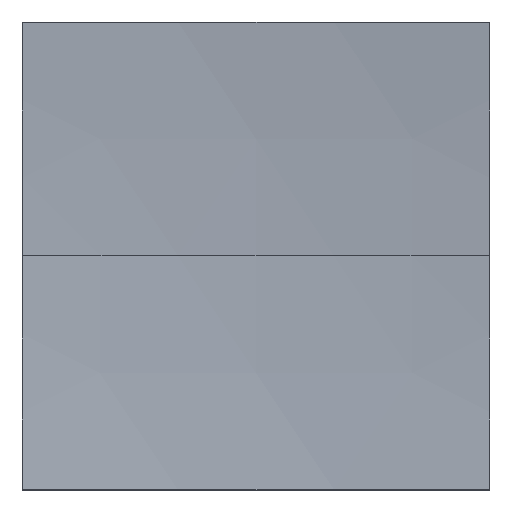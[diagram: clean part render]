
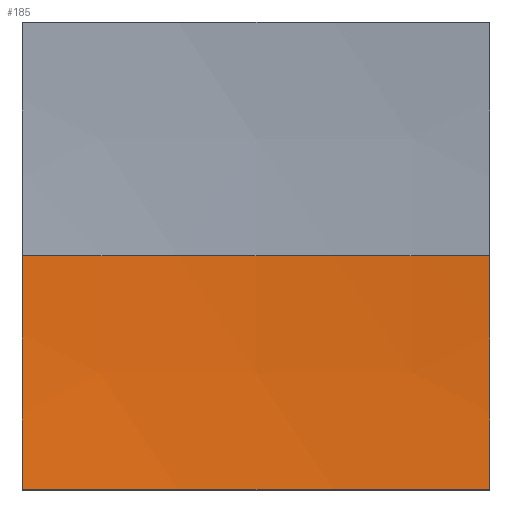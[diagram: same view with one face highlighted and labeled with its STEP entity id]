
A CAD part, top view. The second image highlights one B-rep face of the part: STEP entity #185.
In plain terms, the highlighted spherical face has radius 150 mm.
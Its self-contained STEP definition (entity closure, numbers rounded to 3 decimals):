
#7 = AXIS2_PLACEMENT_3D ( 'NONE', #207, #103, #183 ) ;
#13 = DIRECTION ( 'NONE',  ( 0., 1., 0. ) ) ;
#14 = VERTEX_POINT ( 'NONE', #80 ) ;
#15 = EDGE_CURVE ( 'NONE', #50, #137, #117, .T. ) ;
#18 = CARTESIAN_POINT ( 'NONE',  ( -12.5, 0., 6.522 ) ) ;
#25 = CARTESIAN_POINT ( 'NONE',  ( 12.5, -12.5, 7.045 ) ) ;
#27 = CARTESIAN_POINT ( 'NONE',  ( 0., 0., 156. ) ) ;
#36 = DIRECTION ( 'NONE',  ( 0., 0., -1. ) ) ;
#47 = ORIENTED_EDGE ( 'NONE', *, *, #197, .F. ) ;
#48 = ORIENTED_EDGE ( 'NONE', *, *, #114, .F. ) ;
#49 = AXIS2_PLACEMENT_3D ( 'NONE', #54, #168, #87 ) ;
#50 = VERTEX_POINT ( 'NONE', #159 ) ;
#54 = CARTESIAN_POINT ( 'NONE',  ( -12.5, 0., 156. ) ) ;
#58 = AXIS2_PLACEMENT_3D ( 'NONE', #211, #188, #36 ) ;
#77 = CARTESIAN_POINT ( 'NONE',  ( 12.5, 0., 6.522 ) ) ;
#80 = CARTESIAN_POINT ( 'NONE',  ( -12.5, -12.5, 7.045 ) ) ;
#82 = VERTEX_POINT ( 'NONE', #77 ) ;
#84 = DIRECTION ( 'NONE',  ( 0., 0., 1. ) ) ;
#85 = VERTEX_POINT ( 'NONE', #25 ) ;
#87 = DIRECTION ( 'NONE',  ( 0., 1., 0. ) ) ;
#88 = CIRCLE ( 'NONE', #49, 149.478 ) ;
#95 = DIRECTION ( 'NONE',  ( 0., 1., 0. ) ) ;
#96 = DIRECTION ( 'NONE',  ( -1., 0., 0. ) ) ;
#103 = DIRECTION ( 'NONE',  ( 0., 1., 0. ) ) ;
#104 = EDGE_CURVE ( 'NONE', #85, #82, #170, .T. ) ;
#114 = EDGE_CURVE ( 'NONE', #50, #82, #130, .T. ) ;
#117 = CIRCLE ( 'NONE', #144, 150. ) ;
#119 = CARTESIAN_POINT ( 'NONE',  ( 0., -12.5, 156. ) ) ;
#124 = CARTESIAN_POINT ( 'NONE',  ( 12.5, 0., 156. ) ) ;
#130 = CIRCLE ( 'NONE', #58, 150. ) ;
#137 = VERTEX_POINT ( 'NONE', #18 ) ;
#139 = SPHERICAL_SURFACE ( 'NONE', #7, 150. ) ;
#143 = EDGE_CURVE ( 'NONE', #14, #137, #88, .T. ) ;
#144 = AXIS2_PLACEMENT_3D ( 'NONE', #27, #95, #96 ) ;
#145 = DIRECTION ( 'NONE',  ( 0., 1., 0. ) ) ;
#159 = CARTESIAN_POINT ( 'NONE',  ( 0., 0., 6. ) ) ;
#162 = FACE_OUTER_BOUND ( 'NONE', #244, .T. ) ;
#168 = DIRECTION ( 'NONE',  ( 1., 0., 0. ) ) ;
#170 = CIRCLE ( 'NONE', #251, 149.478 ) ;
#183 = DIRECTION ( 'NONE',  ( 1., 0., 0. ) ) ;
#185 = ADVANCED_FACE ( 'NONE', ( #162 ), #139, .F. ) ;
#188 = DIRECTION ( 'NONE',  ( 0., -1., 0. ) ) ;
#197 = EDGE_CURVE ( 'NONE', #85, #14, #208, .T. ) ;
#207 = CARTESIAN_POINT ( 'NONE',  ( 0., 0., 156. ) ) ;
#208 = CIRCLE ( 'NONE', #240, 149.478 ) ;
#211 = CARTESIAN_POINT ( 'NONE',  ( 0., 0., 156. ) ) ;
#213 = DIRECTION ( 'NONE',  ( 1., 0., 0. ) ) ;
#224 = ORIENTED_EDGE ( 'NONE', *, *, #15, .T. ) ;
#240 = AXIS2_PLACEMENT_3D ( 'NONE', #119, #13, #84 ) ;
#243 = ORIENTED_EDGE ( 'NONE', *, *, #104, .T. ) ;
#244 = EDGE_LOOP ( 'NONE', ( #48, #224, #248, #47, #243 ) ) ;
#248 = ORIENTED_EDGE ( 'NONE', *, *, #143, .F. ) ;
#251 = AXIS2_PLACEMENT_3D ( 'NONE', #124, #213, #145 ) ;
